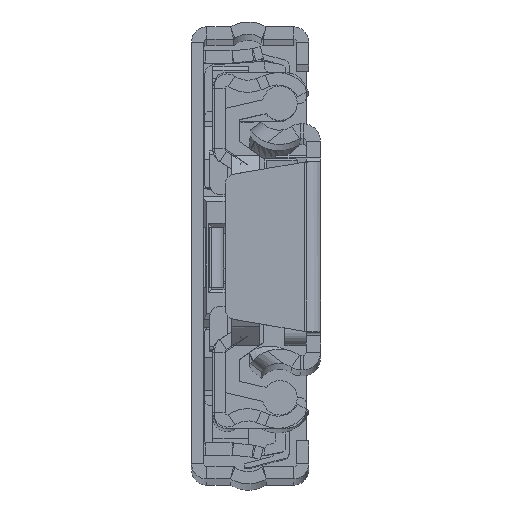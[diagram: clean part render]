
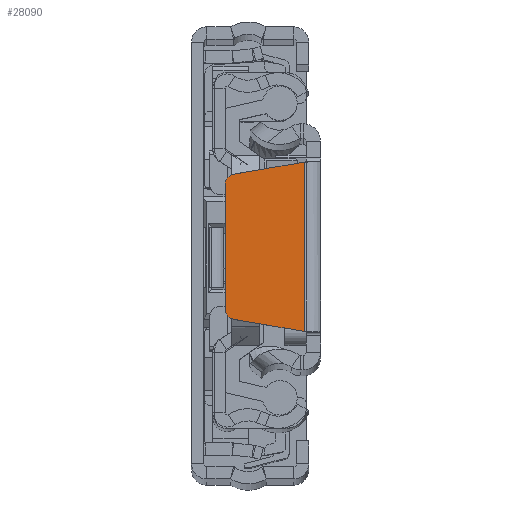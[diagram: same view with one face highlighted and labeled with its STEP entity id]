
A CAD part, top view. The second image highlights one B-rep face of the part: STEP entity #28090.
In plain terms, the highlighted planar face has unit normal (0, 0, 1).
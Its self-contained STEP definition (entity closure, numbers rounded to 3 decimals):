
#271 = ORIENTED_EDGE ( 'NONE', *, *, #8561, .F. ) ;
#1156 = CARTESIAN_POINT ( 'NONE',  ( -1.6, -8.333, 0. ) ) ;
#1327 = LINE ( 'NONE', #1156, #12286 ) ;
#2211 = VECTOR ( 'NONE', #12469, 1000. ) ;
#3281 = FACE_OUTER_BOUND ( 'NONE', #16777, .T. ) ;
#3391 = CARTESIAN_POINT ( 'NONE',  ( -9.4, -6.156, 0. ) ) ;
#3783 = EDGE_CURVE ( 'NONE', #27490, #11001, #5064, .T. ) ;
#3862 = CARTESIAN_POINT ( 'NONE',  ( -8.4, 6.156, 0. ) ) ;
#4362 = AXIS2_PLACEMENT_3D ( 'NONE', #10124, #24896, #9966 ) ;
#4620 = CARTESIAN_POINT ( 'NONE',  ( -8.568, -7.142, 0. ) ) ;
#4951 = DIRECTION ( 'NONE',  ( -0.986, 0.168, 0. ) ) ;
#5064 = CIRCLE ( 'NONE', #24944, 1. ) ;
#5647 = VECTOR ( 'NONE', #4951, 1000. ) ;
#5931 = ORIENTED_EDGE ( 'NONE', *, *, #29454, .F. ) ;
#6685 = EDGE_CURVE ( 'NONE', #11001, #29973, #6919, .T. ) ;
#6919 = LINE ( 'NONE', #25203, #27172 ) ;
#7091 = LINE ( 'NONE', #4620, #5647 ) ;
#8561 = EDGE_CURVE ( 'NONE', #21049, #27490, #14455, .T. ) ;
#9966 = DIRECTION ( 'NONE',  ( -1., 0., 0. ) ) ;
#10124 = CARTESIAN_POINT ( 'NONE',  ( -8.4, -6.156, 0. ) ) ;
#10322 = CARTESIAN_POINT ( 'NONE',  ( -8.4, 6.156, 0. ) ) ;
#10431 = DIRECTION ( 'NONE',  ( 0.986, 0.168, 0. ) ) ;
#10483 = DIRECTION ( 'NONE',  ( 0., 0., -1. ) ) ;
#11001 = VERTEX_POINT ( 'NONE', #21717 ) ;
#12286 = VECTOR ( 'NONE', #16565, 1000. ) ;
#12469 = DIRECTION ( 'NONE',  ( 0., 1., 0. ) ) ;
#13137 = ORIENTED_EDGE ( 'NONE', *, *, #3783, .F. ) ;
#13573 = CARTESIAN_POINT ( 'NONE',  ( -1.6, 8.333, 0. ) ) ;
#14005 = CARTESIAN_POINT ( 'NONE',  ( -9.4, 6.156, 0. ) ) ;
#14049 = CARTESIAN_POINT ( 'NONE',  ( -8.568, -7.142, 0. ) ) ;
#14455 = LINE ( 'NONE', #14773, #2211 ) ;
#14773 = CARTESIAN_POINT ( 'NONE',  ( -9.4, 6.156, 0. ) ) ;
#15247 = DIRECTION ( 'NONE',  ( -1., 0., 0. ) ) ;
#16084 = EDGE_CURVE ( 'NONE', #16378, #21049, #18471, .T. ) ;
#16378 = VERTEX_POINT ( 'NONE', #14049 ) ;
#16565 = DIRECTION ( 'NONE',  ( 0., -1., 0. ) ) ;
#16777 = EDGE_LOOP ( 'NONE', ( #5931, #28859, #13137, #271, #24509, #29052 ) ) ;
#17255 = VERTEX_POINT ( 'NONE', #17547 ) ;
#17547 = CARTESIAN_POINT ( 'NONE',  ( -1.6, -8.333, 0. ) ) ;
#18471 = CIRCLE ( 'NONE', #4362, 1. ) ;
#21049 = VERTEX_POINT ( 'NONE', #3391 ) ;
#21116 = AXIS2_PLACEMENT_3D ( 'NONE', #10322, #10483, #15247 ) ;
#21717 = CARTESIAN_POINT ( 'NONE',  ( -8.568, 7.142, 0. ) ) ;
#24509 = ORIENTED_EDGE ( 'NONE', *, *, #16084, .F. ) ;
#24896 = DIRECTION ( 'NONE',  ( 0., 0., -1. ) ) ;
#24944 = AXIS2_PLACEMENT_3D ( 'NONE', #3862, #26638, #26317 ) ;
#25086 = PLANE ( 'NONE',  #21116 ) ;
#25203 = CARTESIAN_POINT ( 'NONE',  ( -1.5, 8.35, 0. ) ) ;
#26317 = DIRECTION ( 'NONE',  ( -1., 0., 0. ) ) ;
#26638 = DIRECTION ( 'NONE',  ( 0., 0., -1. ) ) ;
#27172 = VECTOR ( 'NONE', #10431, 1000. ) ;
#27490 = VERTEX_POINT ( 'NONE', #14005 ) ;
#27923 = EDGE_CURVE ( 'NONE', #17255, #16378, #7091, .T. ) ;
#28090 = ADVANCED_FACE ( 'NONE', ( #3281 ), #25086, .F. ) ;
#28859 = ORIENTED_EDGE ( 'NONE', *, *, #6685, .F. ) ;
#29052 = ORIENTED_EDGE ( 'NONE', *, *, #27923, .F. ) ;
#29454 = EDGE_CURVE ( 'NONE', #29973, #17255, #1327, .T. ) ;
#29973 = VERTEX_POINT ( 'NONE', #13573 ) ;
